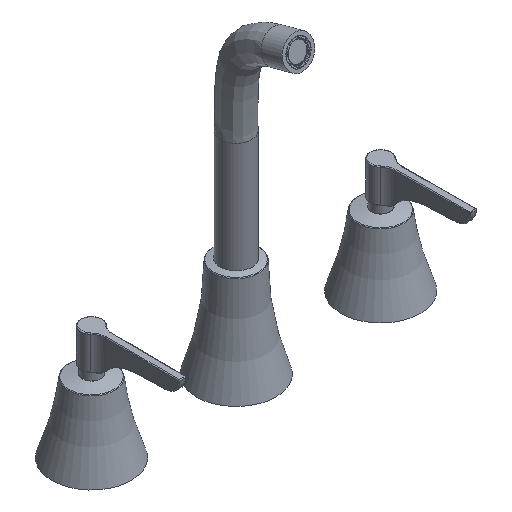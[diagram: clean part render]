
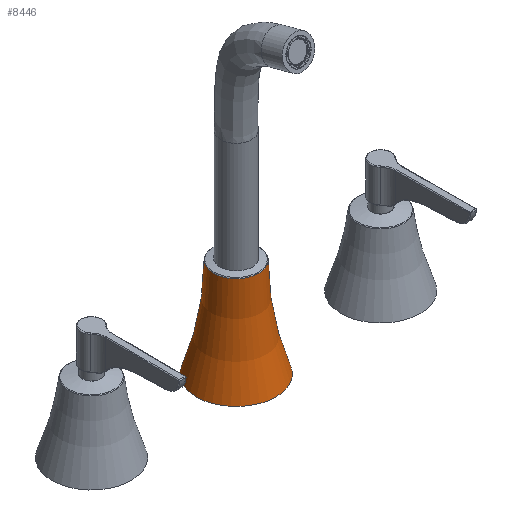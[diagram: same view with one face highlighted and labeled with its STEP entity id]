
A CAD part, isometric view. The second image highlights one B-rep face of the part: STEP entity #8446.
In plain terms, the highlighted toroidal (fillet/blend) face has major radius 227 mm and minor radius 211 mm.
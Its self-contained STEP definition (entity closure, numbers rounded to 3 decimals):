
#774 = EDGE_LOOP ( 'NONE', ( #5364 ) ) ;
#2828 = CARTESIAN_POINT ( 'NONE',  ( -28., 0., 58.313 ) ) ;
#2960 = AXIS2_PLACEMENT_3D ( 'NONE', #19769, #25231, #21340 ) ;
#5112 = CIRCLE ( 'NONE', #19706, 16.001 ) ;
#5364 = ORIENTED_EDGE ( 'NONE', *, *, #9154, .T. ) ;
#7942 = CARTESIAN_POINT ( 'NONE',  ( 16.001, 0., 127.908 ) ) ;
#8446 = ADVANCED_FACE ( 'NONE', ( #23124, #21708 ), #23003, .F. ) ;
#9154 = EDGE_CURVE ( 'NONE', #15503, #15503, #5112, .T. ) ;
#11361 = DIRECTION ( 'NONE',  ( 0., 0., -1. ) ) ;
#13481 = DIRECTION ( 'NONE',  ( -1., 0., 0. ) ) ;
#13586 = CARTESIAN_POINT ( 'NONE',  ( 0., 0., 127.908 ) ) ;
#15503 = VERTEX_POINT ( 'NONE', #7942 ) ;
#15539 = AXIS2_PLACEMENT_3D ( 'NONE', #17652, #21318, #13481 ) ;
#17042 = EDGE_CURVE ( 'NONE', #20307, #20307, #17111, .T. ) ;
#17111 = CIRCLE ( 'NONE', #2960, 28. ) ;
#17492 = DIRECTION ( 'NONE',  ( 1., 0., 0. ) ) ;
#17652 = CARTESIAN_POINT ( 'NONE',  ( 0., 0., 128.456 ) ) ;
#18581 = ORIENTED_EDGE ( 'NONE', *, *, #17042, .F. ) ;
#19706 = AXIS2_PLACEMENT_3D ( 'NONE', #13586, #11361, #17492 ) ;
#19769 = CARTESIAN_POINT ( 'NONE',  ( 0., 0., 58.313 ) ) ;
#20307 = VERTEX_POINT ( 'NONE', #2828 ) ;
#21318 = DIRECTION ( 'NONE',  ( 0., 0., -1. ) ) ;
#21340 = DIRECTION ( 'NONE',  ( -1., 0., 0. ) ) ;
#21708 = FACE_OUTER_BOUND ( 'NONE', #774, .T. ) ;
#23003 = TOROIDAL_SURFACE ( 'NONE', #15539, 227., 211. ) ;
#23124 = FACE_OUTER_BOUND ( 'NONE', #24824, .T. ) ;
#24824 = EDGE_LOOP ( 'NONE', ( #18581 ) ) ;
#25231 = DIRECTION ( 'NONE',  ( 0., 0., -1. ) ) ;
